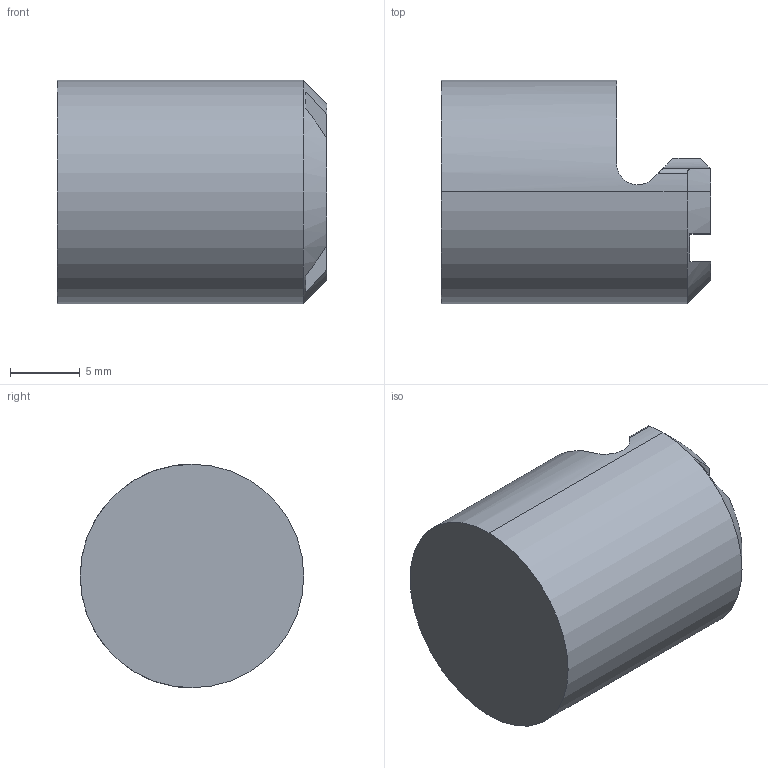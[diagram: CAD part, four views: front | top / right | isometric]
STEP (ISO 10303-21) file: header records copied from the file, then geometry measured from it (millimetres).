
FILE_DESCRIPTION (( 'STEP AP214' ), '1' );
FILE_NAME ('1702.750.stp', '2018-03-26T11:29:53', ( '' ), ( '' ), 'SwSTEP 2.0', 'SolidWorks 2016', '' );
FILE_SCHEMA (( 'AUTOMOTIVE_DESIGN' ));
Length unit declared in the file: millimetre
Products named in the file (1): 1702.750
Bounding box: 19.3 x 16 x 16 mm (x, y, z)
Volume: 3279.8 mm3; surface area: 1343.8 mm2
Topology: 1 solids, 1 shells, 24 faces, 64 edges, 42 vertices
Faces by surface type: plane 13, cylinder 8, cone 3
Entity records: 821 total; most frequent: CARTESIAN_POINT 227, ORIENTED_EDGE 128, DIRECTION 105, EDGE_CURVE 64, VERTEX_POINT 42, AXIS2_PLACEMENT_3D 38, VECTOR 29, LINE 29
